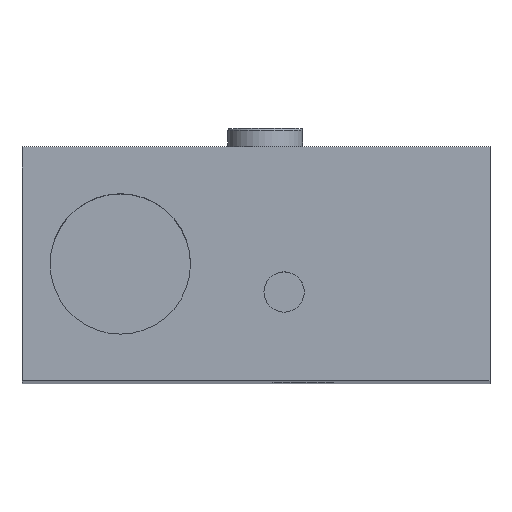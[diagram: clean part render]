
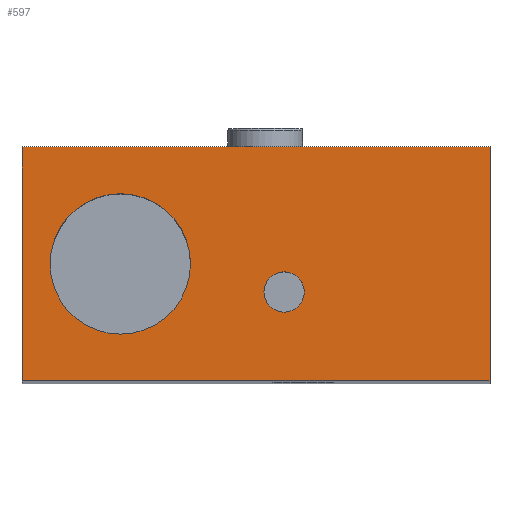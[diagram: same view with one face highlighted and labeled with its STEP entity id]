
A CAD part, top view. The second image highlights one B-rep face of the part: STEP entity #597.
In plain terms, the highlighted planar face has unit normal (0, 0, 1).
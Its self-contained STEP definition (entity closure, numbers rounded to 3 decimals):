
#31=FACE_BOUND('',#159,.T.);
#32=FACE_BOUND('',#160,.T.);
#59=PLANE('',#702);
#100=FACE_OUTER_BOUND('',#158,.T.);
#158=EDGE_LOOP('',(#529,#530,#531,#532));
#159=EDGE_LOOP('',(#533));
#160=EDGE_LOOP('',(#534));
#183=LINE('',#1054,#213);
#186=LINE('',#1060,#216);
#189=LINE('',#1066,#219);
#192=LINE('',#1070,#222);
#213=VECTOR('',#886,10.);
#216=VECTOR('',#891,10.);
#219=VECTOR('',#896,10.);
#222=VECTOR('',#901,10.);
#223=CIRCLE('',#620,2.15);
#263=CIRCLE('',#691,7.5);
#267=VERTEX_POINT('',#908);
#306=VERTEX_POINT('',#1034);
#312=VERTEX_POINT('',#1051);
#313=VERTEX_POINT('',#1053);
#315=VERTEX_POINT('',#1059);
#317=VERTEX_POINT('',#1065);
#318=EDGE_CURVE('',#267,#267,#223,.T.);
#374=EDGE_CURVE('',#306,#306,#263,.T.);
#382=EDGE_CURVE('',#313,#312,#183,.T.);
#385=EDGE_CURVE('',#315,#313,#186,.T.);
#388=EDGE_CURVE('',#317,#315,#189,.T.);
#391=EDGE_CURVE('',#312,#317,#192,.T.);
#529=ORIENTED_EDGE('',*,*,#391,.T.);
#530=ORIENTED_EDGE('',*,*,#388,.T.);
#531=ORIENTED_EDGE('',*,*,#385,.T.);
#532=ORIENTED_EDGE('',*,*,#382,.T.);
#533=ORIENTED_EDGE('',*,*,#318,.T.);
#534=ORIENTED_EDGE('',*,*,#374,.T.);
#597=ADVANCED_FACE('',(#100,#31,#32),#59,.T.);
#620=AXIS2_PLACEMENT_3D('',#909,#708,#709);
#691=AXIS2_PLACEMENT_3D('',#1035,#866,#867);
#702=AXIS2_PLACEMENT_3D('',#1071,#902,#903);
#708=DIRECTION('center_axis',(0.,0.,-1.));
#709=DIRECTION('ref_axis',(-1.,0.,0.));
#866=DIRECTION('center_axis',(0.,0.,-1.));
#867=DIRECTION('ref_axis',(-1.,0.,0.));
#886=DIRECTION('',(0.,-1.,0.));
#891=DIRECTION('',(-1.,0.,0.));
#896=DIRECTION('',(0.,1.,0.));
#901=DIRECTION('',(1.,0.,0.));
#902=DIRECTION('center_axis',(0.,0.,1.));
#903=DIRECTION('ref_axis',(1.,0.,0.));
#908=CARTESIAN_POINT('',(30.15,9.5,160.5));
#909=CARTESIAN_POINT('Origin',(28.,9.5,160.5));
#1034=CARTESIAN_POINT('',(18.,12.5,160.5));
#1035=CARTESIAN_POINT('Origin',(10.5,12.5,160.5));
#1051=CARTESIAN_POINT('',(0.,0.,160.5));
#1053=CARTESIAN_POINT('',(0.,25.,160.5));
#1054=CARTESIAN_POINT('',(0.,25.,160.5));
#1059=CARTESIAN_POINT('',(50.,25.,160.5));
#1060=CARTESIAN_POINT('',(50.,25.,160.5));
#1065=CARTESIAN_POINT('',(50.,0.,160.5));
#1066=CARTESIAN_POINT('',(50.,0.,160.5));
#1070=CARTESIAN_POINT('',(0.,0.,160.5));
#1071=CARTESIAN_POINT('Origin',(25.,12.5,160.5));
